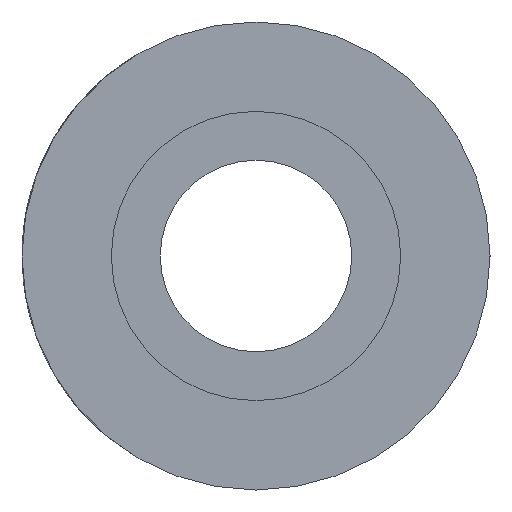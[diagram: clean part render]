
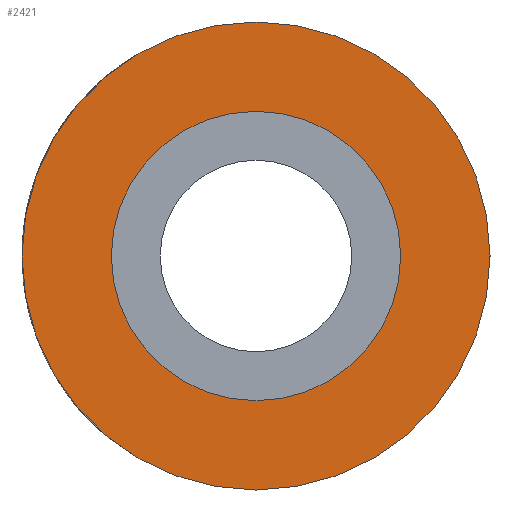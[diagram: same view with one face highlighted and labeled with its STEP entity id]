
A CAD part, left-side view. The second image highlights one B-rep face of the part: STEP entity #2421.
In plain terms, the highlighted planar face has unit normal (-1, 0, 0).
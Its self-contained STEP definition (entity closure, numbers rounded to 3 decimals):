
#170 = AXIS2_PLACEMENT_3D ( 'NONE', #1810, #3237, #1077 ) ;
#178 = CARTESIAN_POINT ( 'NONE',  ( 0., 0., -6.8 ) ) ;
#414 = PLANE ( 'NONE',  #170 ) ;
#559 = DIRECTION ( 'NONE',  ( -1., 0., 0. ) ) ;
#641 = CIRCLE ( 'NONE', #1220, 6.8 ) ;
#1077 = DIRECTION ( 'NONE',  ( 0., 0., -1. ) ) ;
#1144 = DIRECTION ( 'NONE',  ( 0., 0., 1. ) ) ;
#1214 = FACE_BOUND ( 'NONE', #7709, .T. ) ;
#1217 = VERTEX_POINT ( 'NONE', #3244 ) ;
#1220 = AXIS2_PLACEMENT_3D ( 'NONE', #2129, #3513, #6962 ) ;
#1226 = EDGE_CURVE ( 'NONE', #2720, #3585, #5308, .T. ) ;
#1301 = DIRECTION ( 'NONE',  ( 0., 0., -1. ) ) ;
#1707 = ORIENTED_EDGE ( 'NONE', *, *, #5826, .F. ) ;
#1752 = ORIENTED_EDGE ( 'NONE', *, *, #1226, .T. ) ;
#1810 = CARTESIAN_POINT ( 'NONE',  ( 0., 0., 0. ) ) ;
#2071 = EDGE_CURVE ( 'NONE', #3585, #2720, #6343, .T. ) ;
#2129 = CARTESIAN_POINT ( 'NONE',  ( 0., 0., 0. ) ) ;
#2421 = ADVANCED_FACE ( 'NONE', ( #1214, #6732 ), #414, .F. ) ;
#2720 = VERTEX_POINT ( 'NONE', #7962 ) ;
#3106 = DIRECTION ( 'NONE',  ( 0., 0., 1. ) ) ;
#3237 = DIRECTION ( 'NONE',  ( 1., 0., 0. ) ) ;
#3244 = CARTESIAN_POINT ( 'NONE',  ( 0., 0., 6.8 ) ) ;
#3513 = DIRECTION ( 'NONE',  ( -1., 0., 0. ) ) ;
#3523 = VERTEX_POINT ( 'NONE', #178 ) ;
#3585 = VERTEX_POINT ( 'NONE', #8433 ) ;
#3718 = ORIENTED_EDGE ( 'NONE', *, *, #2071, .T. ) ;
#4574 = AXIS2_PLACEMENT_3D ( 'NONE', #5261, #7474, #3106 ) ;
#5232 = EDGE_CURVE ( 'NONE', #1217, #3523, #641, .T. ) ;
#5234 = DIRECTION ( 'NONE',  ( -1., 0., 0. ) ) ;
#5261 = CARTESIAN_POINT ( 'NONE',  ( 0., 0., 0. ) ) ;
#5308 = CIRCLE ( 'NONE', #4574, 11. ) ;
#5486 = CARTESIAN_POINT ( 'NONE',  ( 0., 0., 0. ) ) ;
#5826 = EDGE_CURVE ( 'NONE', #3523, #1217, #7097, .T. ) ;
#6343 = CIRCLE ( 'NONE', #8839, 11. ) ;
#6732 = FACE_OUTER_BOUND ( 'NONE', #7155, .T. ) ;
#6962 = DIRECTION ( 'NONE',  ( 0., 0., -1. ) ) ;
#7097 = CIRCLE ( 'NONE', #8282, 6.8 ) ;
#7155 = EDGE_LOOP ( 'NONE', ( #1752, #3718 ) ) ;
#7319 = ORIENTED_EDGE ( 'NONE', *, *, #5232, .F. ) ;
#7402 = CARTESIAN_POINT ( 'NONE',  ( 0., 0., 0. ) ) ;
#7474 = DIRECTION ( 'NONE',  ( -1., 0., 0. ) ) ;
#7709 = EDGE_LOOP ( 'NONE', ( #7319, #1707 ) ) ;
#7962 = CARTESIAN_POINT ( 'NONE',  ( 0., 0., 11. ) ) ;
#8282 = AXIS2_PLACEMENT_3D ( 'NONE', #5486, #559, #1301 ) ;
#8433 = CARTESIAN_POINT ( 'NONE',  ( 0., 0., -11. ) ) ;
#8839 = AXIS2_PLACEMENT_3D ( 'NONE', #7402, #5234, #1144 ) ;
